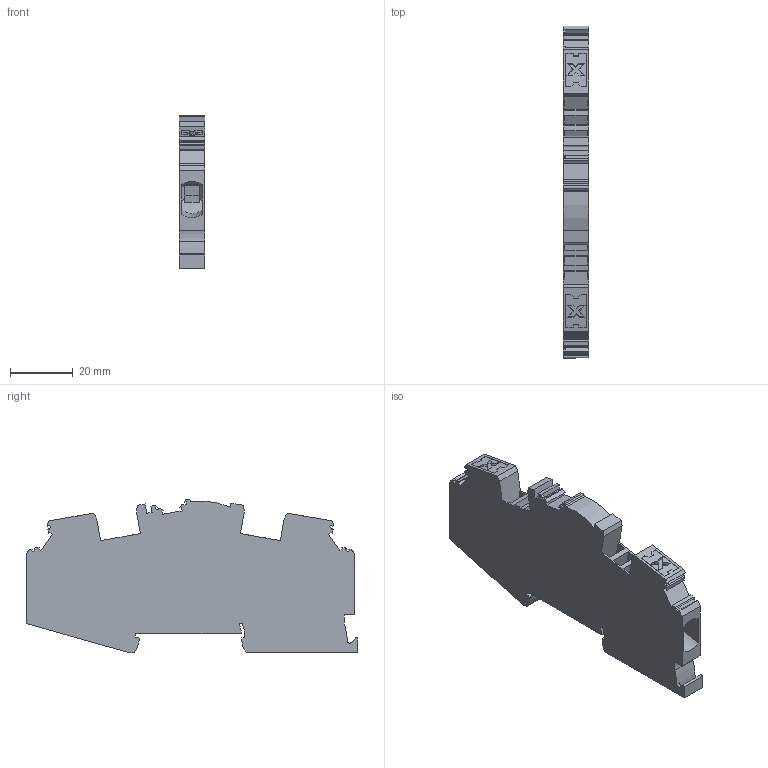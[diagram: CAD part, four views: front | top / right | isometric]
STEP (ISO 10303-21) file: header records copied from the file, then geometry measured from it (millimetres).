
FILE_DESCRIPTION(('Creo Elements/Direct Modeling STEP Export'),'2;1');
FILE_NAME('model.stp','2024-05-14T12:58:02',(''),(''),'Creo Elements/Direct Modeling STEP processor for AP214 (Solid Model)','Creo Elements/Direct Modeling 20.1D 10-Oct-2020 (C) Parametric Technology GmbH','');
FILE_SCHEMA(('AUTOMOTIVE_DESIGN { 1 0 10303 214 1 1 1 1 }'));
Length unit declared in the file: millimetre
Products named in the file (2): XTVMED_6-Select
Assembly tree (1 placements, depth 2):
  XTVMED_6-Select
    XTVMED_6-Select
Bounding box: 8.15 x 105.4 x 48.62 mm (x, y, z)
Volume: 27967.1 mm3; surface area: 13914.3 mm2
Topology: 1 solids, 1 shells, 237 faces, 685 edges, 458 vertices
Faces by surface type: plane 214, cylinder 23
Entity records: 9671 total; most frequent: CARTESIAN_POINT 1488, ORIENTED_EDGE 1370, DIRECTION 1184, EDGE_CURVE 685, VECTOR 620, LINE 620, VERTEX_POINT 458, AXIS2_PLACEMENT_3D 282
